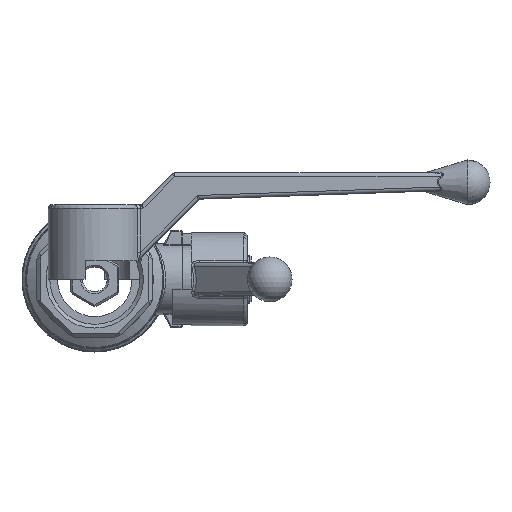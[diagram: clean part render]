
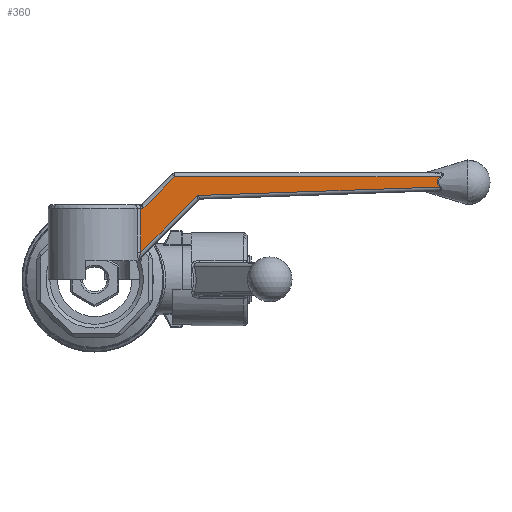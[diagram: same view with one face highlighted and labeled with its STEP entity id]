
A CAD part, front view. The second image highlights one B-rep face of the part: STEP entity #360.
In plain terms, the highlighted planar face has unit normal (0.011, -1, 0).
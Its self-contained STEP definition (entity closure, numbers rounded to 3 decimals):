
#360 = ADVANCED_FACE( '', ( #933 ), #934, .T. );
#933 = FACE_OUTER_BOUND( '', #1791, .T. );
#934 = PLANE( '', #1792 );
#1791 = EDGE_LOOP( '', ( #4112, #4113, #4114, #4115, #4116, #4117, #4118 ) );
#1792 = AXIS2_PLACEMENT_3D( '', #4119, #4120, #4121 );
#4112 = ORIENTED_EDGE( '', *, *, #6010, .T. );
#4113 = ORIENTED_EDGE( '', *, *, #6011, .T. );
#4114 = ORIENTED_EDGE( '', *, *, #6012, .T. );
#4115 = ORIENTED_EDGE( '', *, *, #6013, .T. );
#4116 = ORIENTED_EDGE( '', *, *, #6014, .T. );
#4117 = ORIENTED_EDGE( '', *, *, #6015, .T. );
#4118 = ORIENTED_EDGE( '', *, *, #6016, .T. );
#4119 = CARTESIAN_POINT( '', ( 10., -4.5, -107.376 ) );
#4120 = DIRECTION( '', ( 0.011, -1., 0. ) );
#4121 = DIRECTION( '', ( 1., 0.011, 0. ) );
#6010 = EDGE_CURVE( '', #6937, #6938, #6939, .F. );
#6011 = EDGE_CURVE( '', #6938, #6940, #6941, .T. );
#6012 = EDGE_CURVE( '', #6940, #6942, #6943, .F. );
#6013 = EDGE_CURVE( '', #6942, #6944, #6945, .F. );
#6014 = EDGE_CURVE( '', #6944, #6946, #6947, .F. );
#6015 = EDGE_CURVE( '', #6946, #6948, #6949, .F. );
#6016 = EDGE_CURVE( '', #6948, #6937, #6950, .F. );
#6937 = VERTEX_POINT( '', #8377 );
#6938 = VERTEX_POINT( '', #8378 );
#6939 = LINE( '', #8379, #8380 );
#6940 = VERTEX_POINT( '', #8381 );
#6941 = B_SPLINE_CURVE_WITH_KNOTS( '', 3, ( #8382, #8383, #8384, #8385, #8386, #8387, #8388, #8389, #8390, #8391, #8392, #8393, #8394, #8395, #8396, #8397, #8398, #8399, #8400, #8401, #8402, #8403, #8404, #8405, #8406, #8407, #8408, #8409, #8410, #8411, #8412, #8413, #8414, #8415, #8416, #8417, #8418, #8419, #8420, #8421, #8422, #8423, #8424, #8425, #8426, #8427, #8428, #8429 ), .UNSPECIFIED., .F., .F., ( 4, 2, 2, 2, 2, 2, 2, 2, 2, 2, 2, 1, 1, 1, 1, 1, 2, 2, 2, 2, 2, 1, 2, 2, 2, 2, 4 ), ( 0., 0., 0., 0.001, 0.001, 0.001, 0.001, 0.001, 0.001, 0.001, 0.001, 0.001, 0.001, 0.002, 0.002, 0.002, 0.002, 0.002, 0.002, 0.002, 0.002, 0.002, 0.003, 0.003, 0.003, 0.003, 0.003 ), .UNSPECIFIED. );
#6942 = VERTEX_POINT( '', #8430 );
#6943 = LINE( '', #8431, #8432 );
#6944 = VERTEX_POINT( '', #8433 );
#6945 = LINE( '', #8434, #8435 );
#6946 = VERTEX_POINT( '', #8436 );
#6947 = LINE( '', #8437, #8438 );
#6948 = VERTEX_POINT( '', #8439 );
#6949 = LINE( '', #8440, #8441 );
#6950 = LINE( '', #8442, #8443 );
#8377 = CARTESIAN_POINT( '', ( 27.568, -4.305, 22.471 ) );
#8378 = CARTESIAN_POINT( '', ( 92.364, -3.585, 24.734 ) );
#8379 = CARTESIAN_POINT( '', ( 93.952, -3.567, 24.789 ) );
#8380 = VECTOR( '', #11823, 1000. );
#8381 = CARTESIAN_POINT( '', ( 92.581, -3.582, 27.5 ) );
#8382 = CARTESIAN_POINT( '', ( 92.364, -3.585, 24.734 ) );
#8383 = CARTESIAN_POINT( '', ( 92.321, -3.585, 24.783 ) );
#8384 = CARTESIAN_POINT( '', ( 92.28, -3.586, 24.834 ) );
#8385 = CARTESIAN_POINT( '', ( 92.2, -3.587, 24.939 ) );
#8386 = CARTESIAN_POINT( '', ( 92.163, -3.587, 24.992 ) );
#8387 = CARTESIAN_POINT( '', ( 92.091, -3.588, 25.102 ) );
#8388 = CARTESIAN_POINT( '', ( 92.057, -3.588, 25.158 ) );
#8389 = CARTESIAN_POINT( '', ( 92.018, -3.589, 25.23 ) );
#8390 = CARTESIAN_POINT( '', ( 92.01, -3.589, 25.245 ) );
#8391 = CARTESIAN_POINT( '', ( 91.995, -3.589, 25.274 ) );
#8392 = CARTESIAN_POINT( '', ( 91.988, -3.589, 25.289 ) );
#8393 = CARTESIAN_POINT( '', ( 91.967, -3.589, 25.333 ) );
#8394 = CARTESIAN_POINT( '', ( 91.953, -3.589, 25.363 ) );
#8395 = CARTESIAN_POINT( '', ( 91.915, -3.59, 25.453 ) );
#8396 = CARTESIAN_POINT( '', ( 91.893, -3.59, 25.514 ) );
#8397 = CARTESIAN_POINT( '', ( 91.856, -3.59, 25.638 ) );
#8398 = CARTESIAN_POINT( '', ( 91.842, -3.591, 25.702 ) );
#8399 = CARTESIAN_POINT( '', ( 91.826, -3.591, 25.798 ) );
#8400 = CARTESIAN_POINT( '', ( 91.821, -3.591, 25.831 ) );
#8401 = CARTESIAN_POINT( '', ( 91.818, -3.591, 25.872 ) );
#8402 = CARTESIAN_POINT( '', ( 91.817, -3.591, 25.88 ) );
#8403 = CARTESIAN_POINT( '', ( 91.816, -3.591, 25.897 ) );
#8404 = CARTESIAN_POINT( '', ( 91.814, -3.591, 25.922 ) );
#8405 = CARTESIAN_POINT( '', ( 91.81, -3.591, 26.012 ) );
#8406 = CARTESIAN_POINT( '', ( 91.816, -3.591, 26.158 ) );
#8407 = CARTESIAN_POINT( '', ( 91.842, -3.591, 26.303 ) );
#8408 = CARTESIAN_POINT( '', ( 91.865, -3.59, 26.39 ) );
#8409 = CARTESIAN_POINT( '', ( 91.872, -3.59, 26.414 ) );
#8410 = CARTESIAN_POINT( '', ( 91.876, -3.59, 26.43 ) );
#8411 = CARTESIAN_POINT( '', ( 91.879, -3.59, 26.438 ) );
#8412 = CARTESIAN_POINT( '', ( 91.891, -3.59, 26.477 ) );
#8413 = CARTESIAN_POINT( '', ( 91.902, -3.59, 26.508 ) );
#8414 = CARTESIAN_POINT( '', ( 91.936, -3.59, 26.6 ) );
#8415 = CARTESIAN_POINT( '', ( 91.962, -3.589, 26.66 ) );
#8416 = CARTESIAN_POINT( '', ( 92.02, -3.589, 26.777 ) );
#8417 = CARTESIAN_POINT( '', ( 92.052, -3.588, 26.834 ) );
#8418 = CARTESIAN_POINT( '', ( 92.103, -3.588, 26.917 ) );
#8419 = CARTESIAN_POINT( '', ( 92.13, -3.587, 26.959 ) );
#8420 = CARTESIAN_POINT( '', ( 92.158, -3.587, 26.999 ) );
#8421 = CARTESIAN_POINT( '', ( 92.176, -3.587, 27.026 ) );
#8422 = CARTESIAN_POINT( '', ( 92.186, -3.587, 27.04 ) );
#8423 = CARTESIAN_POINT( '', ( 92.234, -3.586, 27.107 ) );
#8424 = CARTESIAN_POINT( '', ( 92.274, -3.586, 27.158 ) );
#8425 = CARTESIAN_POINT( '', ( 92.357, -3.585, 27.26 ) );
#8426 = CARTESIAN_POINT( '', ( 92.4, -3.584, 27.309 ) );
#8427 = CARTESIAN_POINT( '', ( 92.489, -3.583, 27.406 ) );
#8428 = CARTESIAN_POINT( '', ( 92.534, -3.583, 27.454 ) );
#8429 = CARTESIAN_POINT( '', ( 92.581, -3.582, 27.5 ) );
#8430 = CARTESIAN_POINT( '', ( 21.425, -4.373, 27.5 ) );
#8431 = CARTESIAN_POINT( '', ( 21., -4.378, 27.5 ) );
#8432 = VECTOR( '', #11824, 1000. );
#8433 = CARTESIAN_POINT( '', ( 12.925, -4.467, 19. ) );
#8434 = CARTESIAN_POINT( '', ( 13.213, -4.464, 19.287 ) );
#8435 = VECTOR( '', #11825, 1000. );
#8436 = CARTESIAN_POINT( '', ( 12.329, -4.474, 19. ) );
#8437 = CARTESIAN_POINT( '', ( 10.586, -4.493, 19. ) );
#8438 = VECTOR( '', #11826, 1000. );
#8439 = CARTESIAN_POINT( '', ( 12.329, -4.474, 7.232 ) );
#8440 = CARTESIAN_POINT( '', ( 12.329, -4.474, 6.572 ) );
#8441 = VECTOR( '', #11827, 1000. );
#8442 = CARTESIAN_POINT( '', ( 27.284, -4.308, 22.187 ) );
#8443 = VECTOR( '', #11828, 1000. );
#11823 = DIRECTION( '', ( -0.999, -0.011, -0.035 ) );
#11824 = DIRECTION( '', ( 1., 0.011, 0. ) );
#11825 = DIRECTION( '', ( 0.707, 0.008, 0.707 ) );
#11826 = DIRECTION( '', ( 1., 0.011, 0. ) );
#11827 = DIRECTION( '', ( 0., 0., 1. ) );
#11828 = DIRECTION( '', ( -0.707, -0.008, -0.707 ) );
